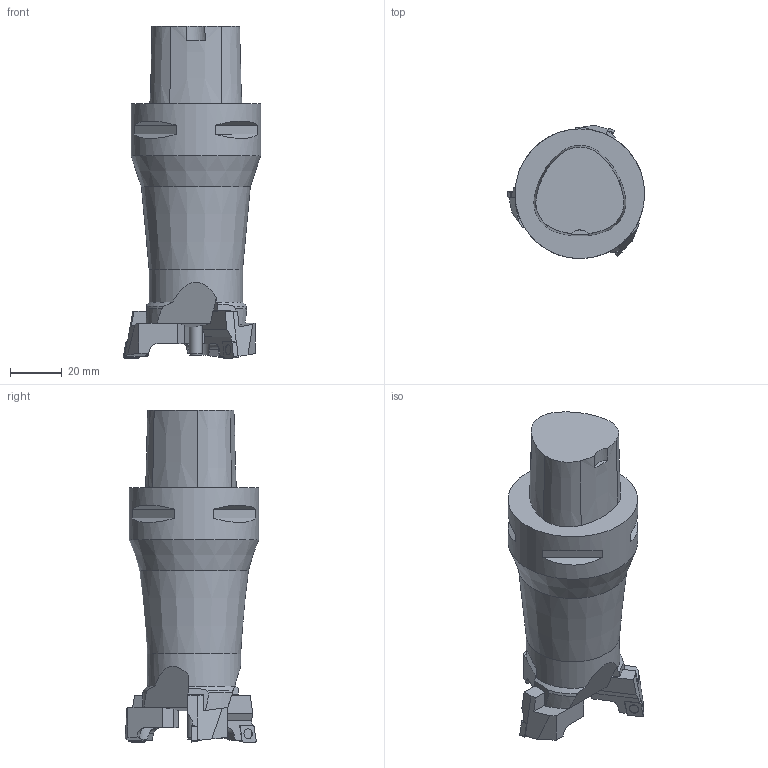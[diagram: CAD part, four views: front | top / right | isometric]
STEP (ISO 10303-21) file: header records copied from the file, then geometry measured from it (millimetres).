
FILE_DESCRIPTION(/* description */ (''),/* implementation_level */ '2;1');
FILE_NAME(/* name */ '1566365502462.stp',/* time_stamp */ '2019-08-21T07:31:49+02:00',/* author */ (''),/* organization */ ('SMS'),/* preprocessor_version */ 'ST-DEVELOPER v16.7',/* originating_system */ 'SIEMENS PLM Software NX 12.0',/* authorisation */ '');
FILE_SCHEMA (('AUTOMOTIVE_DESIGN { 1 0 10303 214 3 1 1 1 }'));
Length unit declared in the file: millimetre
Products named in the file (7): ASSEMBLY_CONSTRUCTION; IsoTurningInsert; 201011642mod000_00; 200955499mod000_01; 201011644mod000_01; 202505556mod000_00
Assembly tree (8 placements, depth 3):
  202505556mod000_00
    200955499mod000_01
    201011644mod000_01  x3
      201011642mod000_00
      IsoTurningInsert
      ASSEMBLY_CONSTRUCTION
    ASSEMBLY_CONSTRUCTION
Bounding box: 52.98 x 51.54 x 128 mm (x, y, z)
Volume: 151720.4 mm3; surface area: 23452 mm2
Topology: 7 solids, 7 shells, 201 faces, 528 edges, 375 vertices
Faces by surface type: plane 128, cone 33, cylinder 28, torus 12
Full cylindrical faces by diameter (mm): 2.8 x6, 5.008 x1, 36 x1, 50 x1
Entity records: 3537 total; most frequent: CARTESIAN_POINT 688, DIRECTION 571, ORIENTED_EDGE 502, EDGE_CURVE 251, AXIS2_PLACEMENT_3D 211, VERTEX_POINT 173, LINE 149, VECTOR 149
